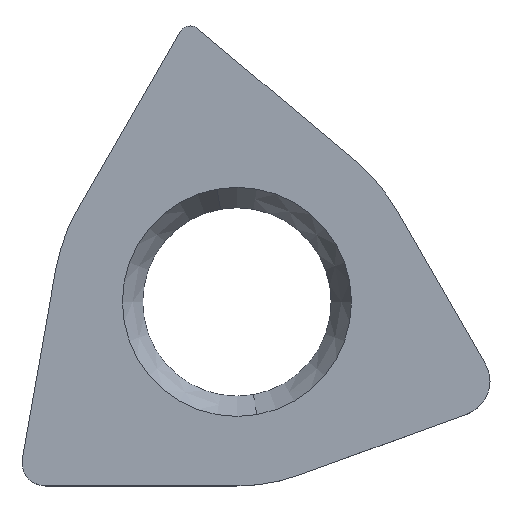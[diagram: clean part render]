
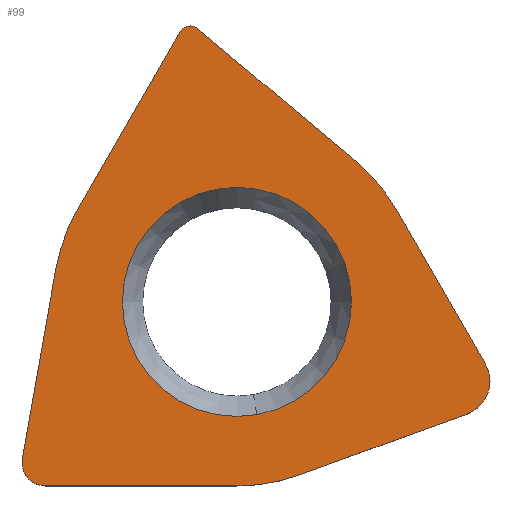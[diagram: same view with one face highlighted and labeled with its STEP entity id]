
A CAD part, top view. The second image highlights one B-rep face of the part: STEP entity #99.
In plain terms, the highlighted planar face has unit normal (0, 0, 1).
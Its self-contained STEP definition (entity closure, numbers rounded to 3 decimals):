
#99=ADVANCED_FACE('',(#162,#163),#142,.T.);
#142=PLANE('',#745);
#162=FACE_BOUND('',#166,.T.);
#163=FACE_BOUND('',#167,.T.);
#166=EDGE_LOOP('',(#241,#242,#243,#244,#245,#246,#247,#248,#249,#250,#251,
#252));
#167=EDGE_LOOP('',(#253,#254));
#211=CIRCLE('',#737,6.35);
#212=CIRCLE('',#738,0.8);
#213=CIRCLE('',#739,6.35);
#214=CIRCLE('',#740,1.2);
#215=CIRCLE('',#741,6.35);
#216=CIRCLE('',#742,0.4);
#217=CIRCLE('',#743,3.95);
#218=CIRCLE('',#744,3.95);
#241=ORIENTED_EDGE('',*,*,#488,.T.);
#242=ORIENTED_EDGE('',*,*,#489,.T.);
#243=ORIENTED_EDGE('',*,*,#490,.T.);
#244=ORIENTED_EDGE('',*,*,#491,.T.);
#245=ORIENTED_EDGE('',*,*,#492,.T.);
#246=ORIENTED_EDGE('',*,*,#493,.T.);
#247=ORIENTED_EDGE('',*,*,#494,.T.);
#248=ORIENTED_EDGE('',*,*,#495,.T.);
#249=ORIENTED_EDGE('',*,*,#496,.T.);
#250=ORIENTED_EDGE('',*,*,#497,.T.);
#251=ORIENTED_EDGE('',*,*,#498,.T.);
#252=ORIENTED_EDGE('',*,*,#499,.T.);
#253=ORIENTED_EDGE('',*,*,#500,.F.);
#254=ORIENTED_EDGE('',*,*,#501,.F.);
#433=VERTEX_POINT('',#1033);
#434=VERTEX_POINT('',#1034);
#435=VERTEX_POINT('',#1036);
#436=VERTEX_POINT('',#1038);
#437=VERTEX_POINT('',#1040);
#438=VERTEX_POINT('',#1042);
#439=VERTEX_POINT('',#1044);
#440=VERTEX_POINT('',#1046);
#441=VERTEX_POINT('',#1048);
#442=VERTEX_POINT('',#1050);
#443=VERTEX_POINT('',#1052);
#444=VERTEX_POINT('',#1054);
#445=VERTEX_POINT('',#1057);
#446=VERTEX_POINT('',#1058);
#488=EDGE_CURVE('',#433,#434,#584,.T.);
#489=EDGE_CURVE('',#434,#435,#211,.T.);
#490=EDGE_CURVE('',#435,#436,#585,.T.);
#491=EDGE_CURVE('',#436,#437,#212,.T.);
#492=EDGE_CURVE('',#437,#438,#586,.T.);
#493=EDGE_CURVE('',#438,#439,#213,.T.);
#494=EDGE_CURVE('',#439,#440,#587,.T.);
#495=EDGE_CURVE('',#440,#441,#214,.T.);
#496=EDGE_CURVE('',#441,#442,#588,.T.);
#497=EDGE_CURVE('',#442,#443,#215,.T.);
#498=EDGE_CURVE('',#443,#444,#589,.T.);
#499=EDGE_CURVE('',#444,#433,#216,.T.);
#500=EDGE_CURVE('',#445,#446,#217,.T.);
#501=EDGE_CURVE('',#446,#445,#218,.T.);
#584=LINE('',#1032,#650);
#585=LINE('',#1037,#651);
#586=LINE('',#1041,#652);
#587=LINE('',#1045,#653);
#588=LINE('',#1049,#654);
#589=LINE('',#1053,#655);
#650=VECTOR('',#816,1.);
#651=VECTOR('',#819,1.);
#652=VECTOR('',#822,1.);
#653=VECTOR('',#825,1.);
#654=VECTOR('',#828,1.);
#655=VECTOR('',#831,1.);
#737=AXIS2_PLACEMENT_3D('',#1035,#817,#818);
#738=AXIS2_PLACEMENT_3D('',#1039,#820,#821);
#739=AXIS2_PLACEMENT_3D('',#1043,#823,#824);
#740=AXIS2_PLACEMENT_3D('',#1047,#826,#827);
#741=AXIS2_PLACEMENT_3D('',#1051,#829,#830);
#742=AXIS2_PLACEMENT_3D('',#1055,#832,#833);
#743=AXIS2_PLACEMENT_3D('',#1056,#834,#835);
#744=AXIS2_PLACEMENT_3D('',#1059,#836,#837);
#745=AXIS2_PLACEMENT_3D('',#1060,#838,#839);
#816=DIRECTION('',(-0.5,-0.866,0.));
#817=DIRECTION('',(0.,0.,1.));
#818=DIRECTION('',(-0.866,0.5,0.));
#819=DIRECTION('',(-0.174,-0.985,0.));
#820=DIRECTION('',(0.,0.,1.));
#821=DIRECTION('',(-0.985,0.174,0.));
#822=DIRECTION('',(1.,0.,0.));
#823=DIRECTION('',(0.,0.,1.));
#824=DIRECTION('',(0.,-1.,0.));
#825=DIRECTION('',(0.94,0.342,0.));
#826=DIRECTION('',(0.,0.,1.));
#827=DIRECTION('',(0.342,-0.94,0.));
#828=DIRECTION('',(-0.5,0.866,0.));
#829=DIRECTION('',(0.,0.,1.));
#830=DIRECTION('',(0.866,0.5,0.));
#831=DIRECTION('',(-0.766,0.643,0.));
#832=DIRECTION('',(0.,0.,1.));
#833=DIRECTION('',(0.643,0.766,0.));
#834=DIRECTION('',(0.,0.,1.));
#835=DIRECTION('',(-0.174,0.985,0.));
#836=DIRECTION('',(0.,0.,1.));
#837=DIRECTION('',(0.174,-0.985,0.));
#838=DIRECTION('',(0.,0.,1.));
#839=DIRECTION('',(-0.985,-0.174,0.));
#1032=CARTESIAN_POINT('',(-1.954,9.316,0.));
#1033=CARTESIAN_POINT('',(-1.954,9.316,0.));
#1034=CARTESIAN_POINT('',(-5.499,3.175,0.));
#1035=CARTESIAN_POINT('',(0.,0.,0.));
#1036=CARTESIAN_POINT('',(-6.254,1.103,0.));
#1037=CARTESIAN_POINT('',(-6.254,1.103,0.));
#1038=CARTESIAN_POINT('',(-7.402,-5.411,0.));
#1039=CARTESIAN_POINT('',(-6.614,-5.55,0.));
#1040=CARTESIAN_POINT('',(-6.614,-6.35,0.));
#1041=CARTESIAN_POINT('',(-6.614,-6.35,0.));
#1042=CARTESIAN_POINT('',(0.,-6.35,0.));
#1043=CARTESIAN_POINT('',(0.,0.,0.));
#1044=CARTESIAN_POINT('',(2.172,-5.967,0.));
#1045=CARTESIAN_POINT('',(2.172,-5.967,0.));
#1046=CARTESIAN_POINT('',(7.939,-3.868,0.));
#1047=CARTESIAN_POINT('',(7.529,-2.74,0.));
#1048=CARTESIAN_POINT('',(8.568,-2.14,0.));
#1049=CARTESIAN_POINT('',(8.568,-2.14,0.));
#1050=CARTESIAN_POINT('',(5.499,3.175,0.));
#1051=CARTESIAN_POINT('',(0.,0.,0.));
#1052=CARTESIAN_POINT('',(4.082,4.864,0.));
#1053=CARTESIAN_POINT('',(4.082,4.864,0.));
#1054=CARTESIAN_POINT('',(-1.35,9.422,0.));
#1055=CARTESIAN_POINT('',(-1.607,9.116,0.));
#1056=CARTESIAN_POINT('',(0.,0.,0.));
#1057=CARTESIAN_POINT('',(-0.686,3.89,0.));
#1058=CARTESIAN_POINT('',(0.686,-3.89,0.));
#1059=CARTESIAN_POINT('',(0.,0.,0.));
#1060=CARTESIAN_POINT('',(0.,0.,0.));
